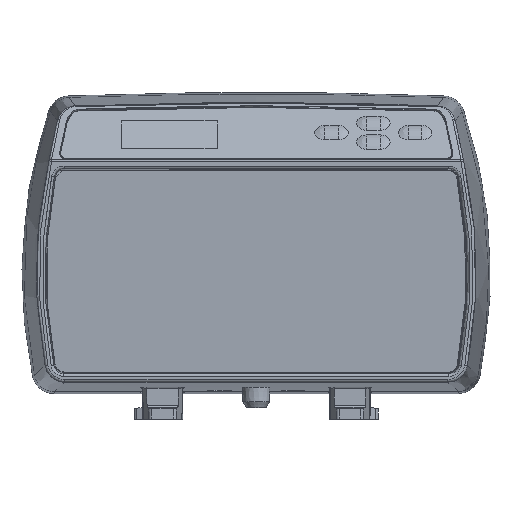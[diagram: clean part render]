
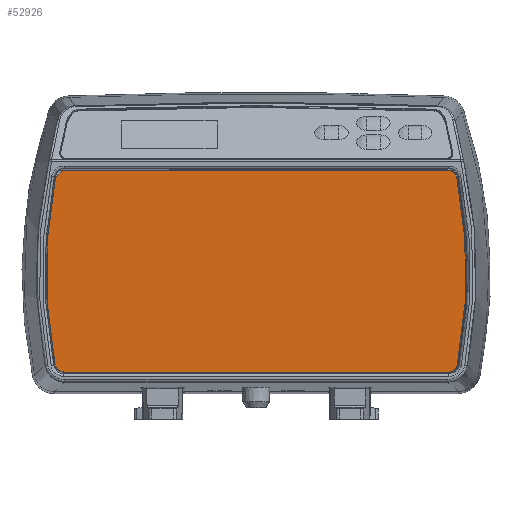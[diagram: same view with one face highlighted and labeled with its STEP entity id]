
A CAD part, top view. The second image highlights one B-rep face of the part: STEP entity #52926.
In plain terms, the highlighted planar face has unit normal (-0.052, 0, 0.999).
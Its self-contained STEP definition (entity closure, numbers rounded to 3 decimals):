
#52504=CARTESIAN_POINT('',(-57.285,30.497,
8.715));
#52505=CARTESIAN_POINT('',(-57.464,30.497,
8.706));
#52506=CARTESIAN_POINT('',(-57.689,30.475,
8.694));
#52507=CARTESIAN_POINT('',(-57.908,30.425,
8.682));
#52508=CARTESIAN_POINT('',(-57.953,30.414,
8.68));
#52510=DIRECTION('',(-0.999,-0.001,-0.052));
#52511=VECTOR('',#52510,114.658);
#52512=CARTESIAN_POINT('',(57.215,30.602,14.716));
#52513=LINE('',#52512,#52511);
#52514=CARTESIAN_POINT('',(59.915,28.387,14.857));
#52515=CARTESIAN_POINT('',(59.88,28.561,14.855));
#52516=CARTESIAN_POINT('',(59.776,28.908,14.85));
#52517=CARTESIAN_POINT('',(59.521,29.388,14.836));
#52518=CARTESIAN_POINT('',(59.176,29.809,14.818));
#52519=CARTESIAN_POINT('',(58.756,30.153,14.796));
#52520=CARTESIAN_POINT('',(58.276,30.41,14.771));
#52521=CARTESIAN_POINT('',(57.755,30.567,14.744));
#52522=CARTESIAN_POINT('',(57.393,30.602,14.725));
#52523=CARTESIAN_POINT('',(57.215,30.602,14.716));
#52525=CARTESIAN_POINT('',(60.067,-27.604,
14.865));
#52526=CARTESIAN_POINT('',(60.509,-25.3,
14.888));
#52527=CARTESIAN_POINT('',(61.282,-20.669,
14.929));
#52528=CARTESIAN_POINT('',(62.107,-13.676,
14.972));
#52529=CARTESIAN_POINT('',(62.595,-6.65,
14.998));
#52530=CARTESIAN_POINT('',(62.746,0.391,
15.006));
#52531=CARTESIAN_POINT('',(62.558,7.434,14.996));
#52532=CARTESIAN_POINT('',(62.032,14.46,14.968));
#52533=CARTESIAN_POINT('',(61.168,21.454,14.923));
#52534=CARTESIAN_POINT('',(60.37,26.083,14.881));
#52535=CARTESIAN_POINT('',(59.915,28.387,14.857));
#52537=CARTESIAN_POINT('',(57.364,-29.833,
14.723));
#52538=CARTESIAN_POINT('',(57.544,-29.834,
14.733));
#52539=CARTESIAN_POINT('',(57.907,-29.798,
14.752));
#52540=CARTESIAN_POINT('',(58.43,-29.64,
14.779));
#52541=CARTESIAN_POINT('',(58.912,-29.381,
14.805));
#52542=CARTESIAN_POINT('',(59.332,-29.034,
14.827));
#52543=CARTESIAN_POINT('',(59.676,-28.611,
14.845));
#52544=CARTESIAN_POINT('',(59.931,-28.128,
14.858));
#52545=CARTESIAN_POINT('',(60.034,-27.779,
14.863));
#52546=CARTESIAN_POINT('',(60.067,-27.604,
14.865));
#52548=DIRECTION('',(0.999,-0.001,0.052));
#52549=VECTOR('',#52548,114.956);
#52550=CARTESIAN_POINT('',(-57.434,-29.728,
8.707));
#52551=LINE('',#52550,#52549);
#52552=CARTESIAN_POINT('',(-60.133,-27.492,
8.566));
#52553=CARTESIAN_POINT('',(-60.1,-27.667,
8.567));
#52554=CARTESIAN_POINT('',(-59.997,-28.017,
8.573));
#52555=CARTESIAN_POINT('',(-59.743,-28.501,
8.586));
#52556=CARTESIAN_POINT('',(-59.398,-28.925,
8.604));
#52557=CARTESIAN_POINT('',(-58.978,-29.273,
8.626));
#52558=CARTESIAN_POINT('',(-58.498,-29.533,
8.651));
#52559=CARTESIAN_POINT('',(-57.975,-29.692,
8.679));
#52560=CARTESIAN_POINT('',(-57.613,-29.728,
8.698));
#52561=CARTESIAN_POINT('',(-57.434,-29.728,
8.707));
#52563=CARTESIAN_POINT('',(-59.982,28.275,
8.574));
#52564=CARTESIAN_POINT('',(-60.432,25.982,
8.55));
#52565=CARTESIAN_POINT('',(-61.223,21.373,
8.509));
#52566=CARTESIAN_POINT('',(-62.078,14.411,
8.464));
#52567=CARTESIAN_POINT('',(-62.6,7.416,
8.436));
#52568=CARTESIAN_POINT('',(-62.787,0.402,
8.427));
#52569=CARTESIAN_POINT('',(-62.639,-6.612,
8.434));
#52570=CARTESIAN_POINT('',(-62.155,-13.612,
8.46));
#52571=CARTESIAN_POINT('',(-61.338,-20.581,
8.503));
#52572=CARTESIAN_POINT('',(-60.571,-25.195,
8.543));
#52573=CARTESIAN_POINT('',(-60.133,-27.492,
8.566));
#52575=CARTESIAN_POINT('',(-59.951,28.414,
8.575));
#52576=CARTESIAN_POINT('',(-59.962,28.368,
8.575));
#52577=CARTESIAN_POINT('',(-59.973,28.322,
8.574));
#52578=CARTESIAN_POINT('',(-59.982,28.275,
8.574));
#52580=DIRECTION('',(0.706,0.707,0.037));
#52581=VECTOR('',#52580,2.828);
#52582=CARTESIAN_POINT('',(-59.951,28.414,
8.575));
#52583=LINE('',#52582,#52581);
#52594=VERTEX_POINT('',#52552);
#52595=VERTEX_POINT('',#52561);
#52596=CARTESIAN_POINT('',(57.364,-29.833,
14.723));
#52597=VERTEX_POINT('',#52596);
#52598=VERTEX_POINT('',#52546);
#52599=VERTEX_POINT('',#52535);
#52600=VERTEX_POINT('',#52523);
#52601=CARTESIAN_POINT('',(-57.285,30.497,
8.715));
#52602=VERTEX_POINT('',#52601);
#52603=VERTEX_POINT('',#52563);
#52605=VERTEX_POINT('',#52508);
#52607=VERTEX_POINT('',#52575);
#52908=CARTESIAN_POINT('',(0.522,0.,11.745));
#52909=DIRECTION('',(-0.052,0.,0.999));
#52910=DIRECTION('',(0.999,0.,0.052));
#52911=AXIS2_PLACEMENT_3D('',#52908,#52909,#52910);
#52912=PLANE('',#52911);
#52913=ORIENTED_EDGE('',*,*,#52686,.F.);
#52914=ORIENTED_EDGE('',*,*,#52708,.F.);
#52915=ORIENTED_EDGE('',*,*,#52741,.F.);
#52916=ORIENTED_EDGE('',*,*,#52775,.F.);
#52917=ORIENTED_EDGE('',*,*,#52808,.F.);
#52918=ORIENTED_EDGE('',*,*,#52829,.F.);
#52919=ORIENTED_EDGE('',*,*,#52862,.F.);
#52920=ORIENTED_EDGE('',*,*,#52895,.F.);
#52921=ORIENTED_EDGE('',*,*,#52623,.F.);
#52923=ORIENTED_EDGE('',*,*,#52922,.T.);
#52924=EDGE_LOOP('',(#52913,#52914,#52915,#52916,#52917,#52918,#52919,#52920,
#52921,#52923));
#52925=FACE_OUTER_BOUND('',#52924,.F.);
#52926=ADVANCED_FACE('',(#52925),#52912,.T.);
#52509=B_SPLINE_CURVE_WITH_KNOTS('',3,(#52504,#52505,#52506,#52507,#52508),
.UNSPECIFIED.,.F.,.F.,(4,1,4),(0.,0.794,1.),.UNSPECIFIED.);
#52524=B_SPLINE_CURVE_WITH_KNOTS('',3,(#52514,#52515,#52516,#52517,#52518,
#52519,#52520,#52521,#52522,#52523),.UNSPECIFIED.,.F.,.F.,(4,1,1,1,1,1,1,4),(
0.,0.141,0.285,0.429,0.57,
0.714,0.858,1.),.UNSPECIFIED.);
#52536=B_SPLINE_CURVE_WITH_KNOTS('',3,(#52525,#52526,#52527,#52528,#52529,
#52530,#52531,#52532,#52533,#52534,#52535),.UNSPECIFIED.,.F.,.F.,(4,1,1,1,1,1,1,
1,4),(0.,0.125,0.25,0.375,
0.5,0.625,0.75,0.875,1.),
.UNSPECIFIED.);
#52547=B_SPLINE_CURVE_WITH_KNOTS('',3,(#52537,#52538,#52539,#52540,#52541,
#52542,#52543,#52544,#52545,#52546),.UNSPECIFIED.,.F.,.F.,(4,1,1,1,1,1,1,4),(
0.,0.142,0.286,0.43,0.571,
0.715,0.859,1.),.UNSPECIFIED.);
#52562=B_SPLINE_CURVE_WITH_KNOTS('',3,(#52552,#52553,#52554,#52555,#52556,
#52557,#52558,#52559,#52560,#52561),.UNSPECIFIED.,.F.,.F.,(4,1,1,1,1,1,1,4),(
0.,0.141,0.286,0.429,0.571,
0.714,0.858,1.),.UNSPECIFIED.);
#52574=B_SPLINE_CURVE_WITH_KNOTS('',3,(#52563,#52564,#52565,#52566,#52567,
#52568,#52569,#52570,#52571,#52572,#52573),.UNSPECIFIED.,.F.,.F.,(4,1,1,1,1,1,1,
1,4),(0.,0.125,0.25,0.375,
0.5,0.625,0.75,0.875,1.),
.UNSPECIFIED.);
#52579=B_SPLINE_CURVE_WITH_KNOTS('',3,(#52575,#52576,#52577,#52578),
.UNSPECIFIED.,.F.,.F.,(4,4),(0.,1.),.UNSPECIFIED.);
#52623=EDGE_CURVE('',#52607,#52603,#52579,.T.);
#52686=EDGE_CURVE('',#52602,#52605,#52509,.T.);
#52708=EDGE_CURVE('',#52600,#52602,#52513,.T.);
#52741=EDGE_CURVE('',#52599,#52600,#52524,.T.);
#52775=EDGE_CURVE('',#52598,#52599,#52536,.T.);
#52808=EDGE_CURVE('',#52597,#52598,#52547,.T.);
#52829=EDGE_CURVE('',#52595,#52597,#52551,.T.);
#52862=EDGE_CURVE('',#52594,#52595,#52562,.T.);
#52895=EDGE_CURVE('',#52603,#52594,#52574,.T.);
#52922=EDGE_CURVE('',#52607,#52605,#52583,.T.);
